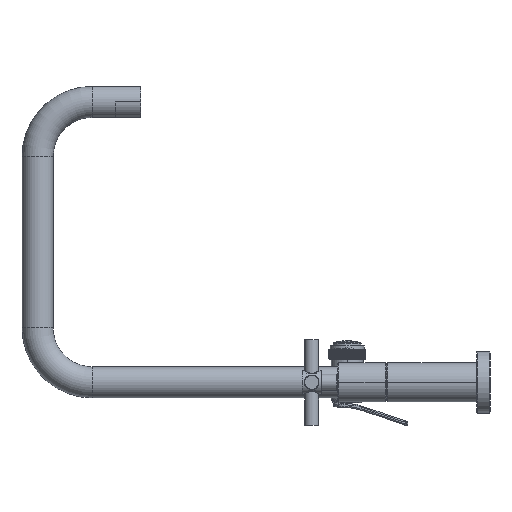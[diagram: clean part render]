
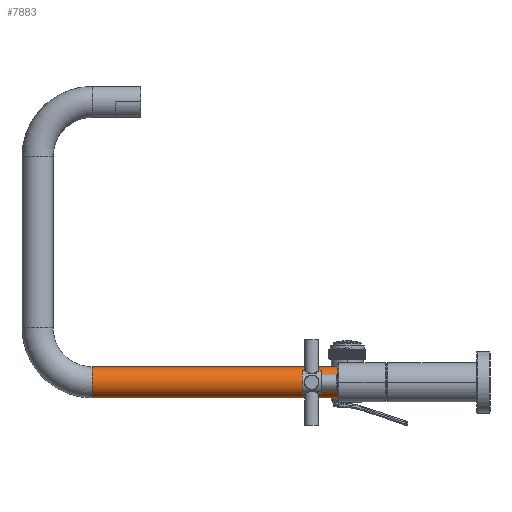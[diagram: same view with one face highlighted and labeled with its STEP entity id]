
A CAD part, left-side view. The second image highlights one B-rep face of the part: STEP entity #7883.
In plain terms, the highlighted cylindrical face has radius 12.7 mm (diameter 25.4 mm), a partial arc.
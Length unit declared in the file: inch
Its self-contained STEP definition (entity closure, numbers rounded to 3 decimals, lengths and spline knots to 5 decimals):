
#7552=CARTESIAN_POINT('',(0.,12.7688,0.));
#7553=DIRECTION('',(0.,-1.,0.));
#7554=DIRECTION('',(0.,0.,1.));
#7555=AXIS2_PLACEMENT_3D('',#7552,#7553,#7554);
#7560=DIRECTION('',(0.,-1.,0.));
#7561=VECTOR('',#7560,9.212);
#7562=CARTESIAN_POINT('',(0.,12.7688,0.5));
#7563=LINE('',#7562,#7561);
#7575=DIRECTION('',(0.,-1.,0.));
#7576=VECTOR('',#7575,9.212);
#7577=CARTESIAN_POINT('',(0.,12.7688,-0.5));
#7578=LINE('',#7577,#7576);
#7582=CARTESIAN_POINT('',(0.,3.5568,0.));
#7583=DIRECTION('',(0.,-1.,0.));
#7584=DIRECTION('',(0.,0.,1.));
#7585=AXIS2_PLACEMENT_3D('',#7582,#7583,#7584);
#7606=CARTESIAN_POINT('',(0.,3.5568,0.5));
#7607=CARTESIAN_POINT('',(0.,3.5568,-0.5));
#7608=VERTEX_POINT('',#7606);
#7609=VERTEX_POINT('',#7607);
#7614=CARTESIAN_POINT('',(0.,12.7688,0.5));
#7615=CARTESIAN_POINT('',(0.,12.7688,-0.5));
#7616=VERTEX_POINT('',#7614);
#7617=VERTEX_POINT('',#7615);
#7869=CARTESIAN_POINT('',(0.,12.7688,0.));
#7870=DIRECTION('',(0.,-1.,0.));
#7871=DIRECTION('',(0.,0.,1.));
#7872=AXIS2_PLACEMENT_3D('',#7869,#7870,#7871);
#7873=CYLINDRICAL_SURFACE('',#7872,0.5);
#7874=ORIENTED_EDGE('',*,*,#7851,.F.);
#7876=ORIENTED_EDGE('',*,*,#7875,.T.);
#7878=ORIENTED_EDGE('',*,*,#7877,.T.);
#7880=ORIENTED_EDGE('',*,*,#7879,.F.);
#7881=EDGE_LOOP('',(#7874,#7876,#7878,#7880));
#7882=FACE_OUTER_BOUND('',#7881,.F.);
#7556=CIRCLE('',#7555,0.5);
#7586=CIRCLE('',#7585,0.5);
#7851=EDGE_CURVE('',#7616,#7617,#7556,.T.);
#7875=EDGE_CURVE('',#7616,#7608,#7563,.T.);
#7877=EDGE_CURVE('',#7608,#7609,#7586,.T.);
#7879=EDGE_CURVE('',#7617,#7609,#7578,.T.);
#7883=ADVANCED_FACE('',(#7882),#7873,.T.);
